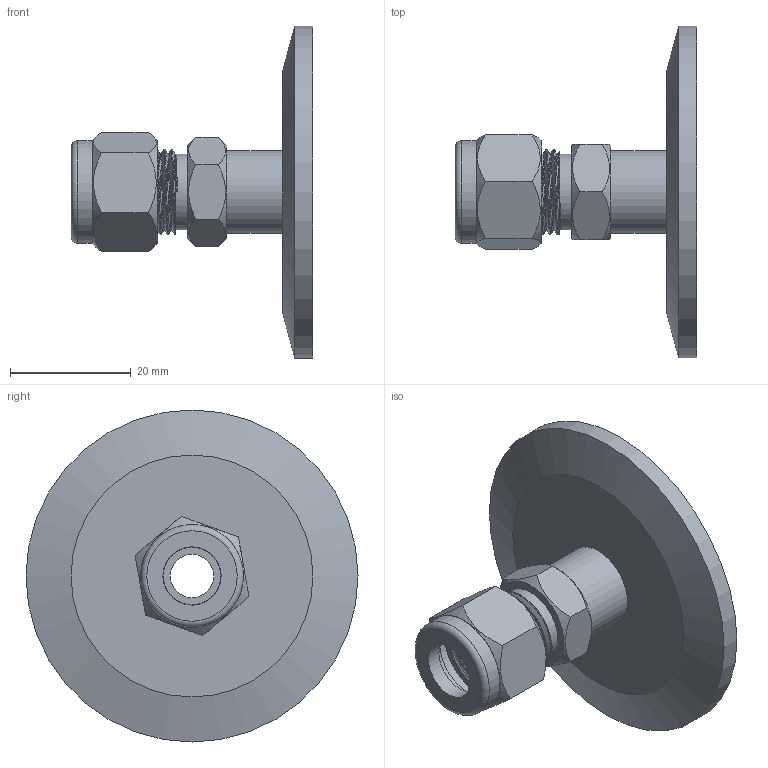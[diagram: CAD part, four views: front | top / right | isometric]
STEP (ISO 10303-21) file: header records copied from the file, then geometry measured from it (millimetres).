
FILE_DESCRIPTION (( 'STEP AP214' ), '1' );
FILE_NAME ('1KF40DB3-8FULLVAC.STEP', '2025-07-02T14:28:24', ( '' ), ( '' ), 'SwSTEP 2.0', 'SolidWorks 2017', '' );
FILE_SCHEMA (( 'AUTOMOTIVE_DESIGN' ));
Length unit declared in the file: millimetre
Products named in the file (1): 1KF40DB3-8FULLVAC
Bounding box: 40 x 55 x 55 mm (x, y, z)
Surface area: 9955.9 mm2 (no closed solid volume)
Topology: 0 solids, 5 shells, 59 faces, 148 edges, 98 vertices
Faces by surface type: plane 25, cylinder 13, bspline 11, cone 8, torus 2
Full cylindrical faces by diameter (mm): 7.2 x1, 9.65 x1, 11 x1, 12.56 x1, 12.8 x1, 13.7 x2, 15 x1, 17 x1, 17.08 x1, 31.5 x1, 41.2 x1, 55 x1
Entity records: 7952 total; most frequent: CARTESIAN_POINT 6154, ORIENTED_EDGE 214, DIRECTION 192, EDGE_CURVE 119, EDGE_LOOP 94, VERTEX_POINT 92, AXIS2_PLACEMENT_3D 88, FACE_OUTER_BOUND 74
